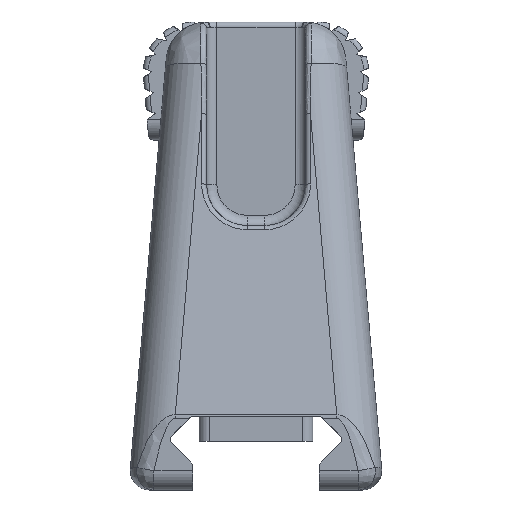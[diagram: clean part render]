
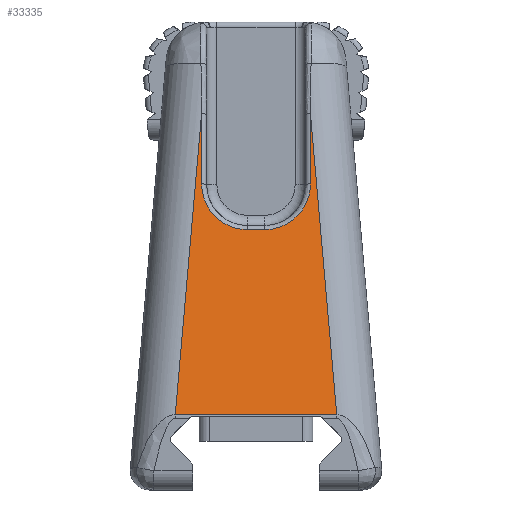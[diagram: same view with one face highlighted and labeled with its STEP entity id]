
A CAD part, left-side view. The second image highlights one B-rep face of the part: STEP entity #33335.
In plain terms, the highlighted planar face has unit normal (-0.985, 0, 0.174).
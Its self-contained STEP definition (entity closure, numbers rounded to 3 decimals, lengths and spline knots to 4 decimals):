
#257=ELLIPSE('',#35604,0.2285,0.225);
#258=ELLIPSE('',#35605,0.2285,0.225);
#569=PLANE('',#35603);
#2565=FACE_OUTER_BOUND('',#4685,.T.);
#4685=EDGE_LOOP('',(#24354,#24355,#24356,#24357,#24358,#24359,#24360,#24361));
#7037=LINE('',#48716,#11378);
#7070=LINE('',#48843,#11411);
#7073=LINE('',#48853,#11414);
#7074=LINE('',#48855,#11415);
#7075=LINE('',#48859,#11416);
#7076=LINE('',#48862,#11417);
#11378=VECTOR('',#38742,0.3937);
#11411=VECTOR('',#38795,0.3937);
#11414=VECTOR('',#38806,0.3937);
#11415=VECTOR('',#38807,0.3937);
#11416=VECTOR('',#38810,0.3937);
#11417=VECTOR('',#38813,0.3937);
#15955=VERTEX_POINT('',#48713);
#15956=VERTEX_POINT('',#48715);
#15986=VERTEX_POINT('',#48829);
#15993=VERTEX_POINT('',#48852);
#15994=VERTEX_POINT('',#48854);
#15995=VERTEX_POINT('',#48856);
#15996=VERTEX_POINT('',#48858);
#15997=VERTEX_POINT('',#48860);
#18952=EDGE_CURVE('',#15955,#15956,#7037,.T.);
#18992=EDGE_CURVE('',#15986,#15955,#7070,.T.);
#18997=EDGE_CURVE('',#15993,#15986,#7073,.T.);
#18998=EDGE_CURVE('',#15994,#15993,#7074,.T.);
#18999=EDGE_CURVE('',#15995,#15994,#257,.T.);
#19000=EDGE_CURVE('',#15996,#15995,#7075,.T.);
#19001=EDGE_CURVE('',#15997,#15996,#258,.T.);
#19002=EDGE_CURVE('',#15956,#15997,#7076,.T.);
#24354=ORIENTED_EDGE('',*,*,#18992,.F.);
#24355=ORIENTED_EDGE('',*,*,#18997,.F.);
#24356=ORIENTED_EDGE('',*,*,#18998,.F.);
#24357=ORIENTED_EDGE('',*,*,#18999,.F.);
#24358=ORIENTED_EDGE('',*,*,#19000,.F.);
#24359=ORIENTED_EDGE('',*,*,#19001,.F.);
#24360=ORIENTED_EDGE('',*,*,#19002,.F.);
#24361=ORIENTED_EDGE('',*,*,#18952,.F.);
#33335=ADVANCED_FACE('',(#2565),#569,.F.);
#35603=AXIS2_PLACEMENT_3D('',#48851,#38804,#38805);
#35604=AXIS2_PLACEMENT_3D('',#48857,#38808,#38809);
#35605=AXIS2_PLACEMENT_3D('',#48861,#38811,#38812);
#38742=DIRECTION('',(0.173,-0.086,0.981));
#38795=DIRECTION('',(0.,1.,0.));
#38804=DIRECTION('center_axis',(0.985,0.,-0.174));
#38805=DIRECTION('ref_axis',(-0.174,0.,-0.985));
#38806=DIRECTION('',(-0.173,-0.086,-0.981));
#38807=DIRECTION('',(0.174,0.,0.985));
#38808=DIRECTION('center_axis',(-0.985,0.,0.174));
#38809=DIRECTION('ref_axis',(-0.174,0.,-0.985));
#38810=DIRECTION('',(0.,-1.,0.));
#38811=DIRECTION('center_axis',(-0.985,0.,0.174));
#38812=DIRECTION('ref_axis',(-0.174,0.,-0.985));
#38813=DIRECTION('',(-0.174,0.,-0.985));
#48713=CARTESIAN_POINT('',(0.8523,0.0883,0.3194));
#48715=CARTESIAN_POINT('',(1.1132,-0.0411,1.799));
#48716=CARTESIAN_POINT('',(1.0073,0.0115,1.1981));
#48829=CARTESIAN_POINT('',(0.8523,-0.7053,0.3194));
#48843=CARTESIAN_POINT('',(0.8523,-0.1947,0.3194));
#48851=CARTESIAN_POINT('Origin',(0.8828,0.,
0.4924));
#48852=CARTESIAN_POINT('',(1.1132,-0.5759,1.799));
#48853=CARTESIAN_POINT('',(1.0544,-0.605,1.4657));
#48854=CARTESIAN_POINT('',(1.0524,-0.5759,1.4543));
#48855=CARTESIAN_POINT('',(0.994,-0.5759,1.1232));
#48856=CARTESIAN_POINT('',(1.0128,-0.3509,1.2293));
#48857=CARTESIAN_POINT('Origin',(1.0524,-0.3509,1.4543));
#48858=CARTESIAN_POINT('',(1.0128,-0.2661,1.2293));
#48859=CARTESIAN_POINT('',(1.0128,-0.1543,1.2293));
#48860=CARTESIAN_POINT('',(1.0524,-0.0411,1.4543));
#48861=CARTESIAN_POINT('Origin',(1.0524,-0.2661,1.4543));
#48862=CARTESIAN_POINT('',(0.994,-0.0411,1.1232));
